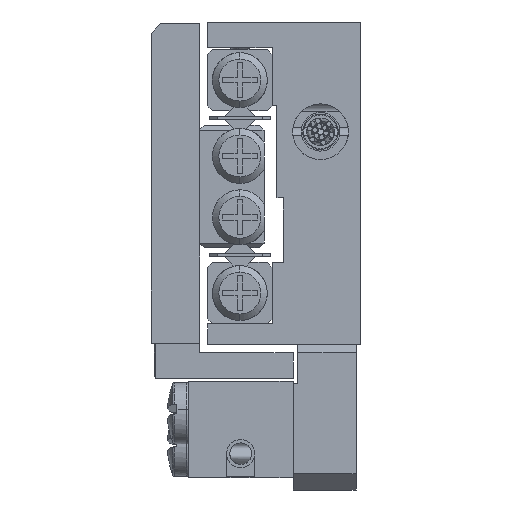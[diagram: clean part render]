
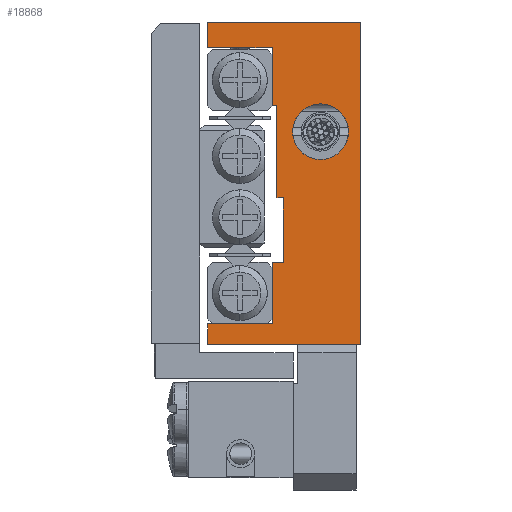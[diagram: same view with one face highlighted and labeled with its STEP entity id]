
A CAD part, left-side view. The second image highlights one B-rep face of the part: STEP entity #18868.
In plain terms, the highlighted planar face has unit normal (-1, 0, 0).
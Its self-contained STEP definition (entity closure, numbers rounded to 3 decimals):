
#506 = VERTEX_POINT ( 'NONE', #26299 ) ;
#942 = ORIENTED_EDGE ( 'NONE', *, *, #27901, .F. ) ;
#1022 = DIRECTION ( 'NONE',  ( 0., 0., -1. ) ) ;
#1629 = CARTESIAN_POINT ( 'NONE',  ( -15., 5.5, 8.4 ) ) ;
#1739 = EDGE_LOOP ( 'NONE', ( #40110, #3337 ) ) ;
#2366 = CARTESIAN_POINT ( 'NONE',  ( -15., 5.2, -0.9 ) ) ;
#2637 = ORIENTED_EDGE ( 'NONE', *, *, #58774, .T. ) ;
#3337 = ORIENTED_EDGE ( 'NONE', *, *, #22116, .F. ) ;
#3422 = CARTESIAN_POINT ( 'NONE',  ( -15., 2.5, 4.927 ) ) ;
#3947 = VERTEX_POINT ( 'NONE', #43965 ) ;
#5139 = CARTESIAN_POINT ( 'NONE',  ( -15., 5.5, -10. ) ) ;
#5987 = VECTOR ( 'NONE', #38843, 1000. ) ;
#6938 = DIRECTION ( 'NONE',  ( 0., 0., -1. ) ) ;
#7989 = PLANE ( 'NONE',  #28190 ) ;
#8193 = VERTEX_POINT ( 'NONE', #20893 ) ;
#8347 = ORIENTED_EDGE ( 'NONE', *, *, #36301, .F. ) ;
#8640 = CARTESIAN_POINT ( 'NONE',  ( -15., 0., 10. ) ) ;
#8782 = LINE ( 'NONE', #43478, #60629 ) ;
#9262 = VECTOR ( 'NONE', #30274, 1000. ) ;
#9530 = ORIENTED_EDGE ( 'NONE', *, *, #15688, .T. ) ;
#9766 = LINE ( 'NONE', #59218, #51890 ) ;
#10042 = CIRCLE ( 'NONE', #53925, 1.727 ) ;
#10273 = ORIENTED_EDGE ( 'NONE', *, *, #37924, .F. ) ;
#10519 = CARTESIAN_POINT ( 'NONE',  ( -15., 5.5, -8.7 ) ) ;
#11003 = EDGE_CURVE ( 'NONE', #49708, #45606, #53853, .T. ) ;
#11244 = LINE ( 'NONE', #45280, #9262 ) ;
#11610 = DIRECTION ( 'NONE',  ( 0., 0., -1. ) ) ;
#11919 = CARTESIAN_POINT ( 'NONE',  ( -15., 5.5, -10. ) ) ;
#12597 = ORIENTED_EDGE ( 'NONE', *, *, #38819, .T. ) ;
#13171 = VECTOR ( 'NONE', #20146, 1000. ) ;
#13341 = VECTOR ( 'NONE', #47994, 1000. ) ;
#13470 = LINE ( 'NONE', #17086, #49903 ) ;
#15503 = VECTOR ( 'NONE', #29803, 1000. ) ;
#15612 = VECTOR ( 'NONE', #48203, 1000. ) ;
#15688 = EDGE_CURVE ( 'NONE', #40331, #506, #8782, .T. ) ;
#16707 = DIRECTION ( 'NONE',  ( 0., -1., 0. ) ) ;
#17073 = DIRECTION ( 'NONE',  ( 0., 0., 1. ) ) ;
#17086 = CARTESIAN_POINT ( 'NONE',  ( -15., 9.5, 10. ) ) ;
#17343 = CARTESIAN_POINT ( 'NONE',  ( -15., 5.5, 4.8 ) ) ;
#17890 = CARTESIAN_POINT ( 'NONE',  ( -15., 9.5, 10. ) ) ;
#17936 = EDGE_CURVE ( 'NONE', #506, #19113, #63618, .T. ) ;
#18146 = CARTESIAN_POINT ( 'NONE',  ( -15., 5.2, 4.8 ) ) ;
#18325 = LINE ( 'NONE', #62878, #58176 ) ;
#18425 = CARTESIAN_POINT ( 'NONE',  ( -15., 5.5, -10. ) ) ;
#18619 = DIRECTION ( 'NONE',  ( 0., 0., -1. ) ) ;
#18665 = ORIENTED_EDGE ( 'NONE', *, *, #26449, .T. ) ;
#18837 = ORIENTED_EDGE ( 'NONE', *, *, #48643, .F. ) ;
#18868 = ADVANCED_FACE ( 'NONE', ( #31595, #56778 ), #7989, .F. ) ;
#19113 = VERTEX_POINT ( 'NONE', #34511 ) ;
#19263 = DIRECTION ( 'NONE',  ( 0., -1., 0. ) ) ;
#19647 = LINE ( 'NONE', #23598, #15503 ) ;
#20146 = DIRECTION ( 'NONE',  ( 0., 1., 0. ) ) ;
#20672 = CARTESIAN_POINT ( 'NONE',  ( -15., 4.8, -10. ) ) ;
#20893 = CARTESIAN_POINT ( 'NONE',  ( -15., 5.5, 8.4 ) ) ;
#21678 = CARTESIAN_POINT ( 'NONE',  ( -15., 4.8, -4.9 ) ) ;
#21755 = DIRECTION ( 'NONE',  ( 1., 0., 0. ) ) ;
#21930 = LINE ( 'NONE', #1629, #22653 ) ;
#22116 = EDGE_CURVE ( 'NONE', #45606, #49708, #10042, .T. ) ;
#22600 = CARTESIAN_POINT ( 'NONE',  ( -15., 4.8, -0.9 ) ) ;
#22635 = CARTESIAN_POINT ( 'NONE',  ( -15., 2.5, 3.2 ) ) ;
#22653 = VECTOR ( 'NONE', #16707, 1000. ) ;
#23598 = CARTESIAN_POINT ( 'NONE',  ( -15., 0., -10. ) ) ;
#23770 = ORIENTED_EDGE ( 'NONE', *, *, #17936, .T. ) ;
#24050 = ORIENTED_EDGE ( 'NONE', *, *, #45806, .F. ) ;
#24138 = DIRECTION ( 'NONE',  ( 0., 0., 1. ) ) ;
#24330 = EDGE_CURVE ( 'NONE', #29777, #3947, #13470, .T. ) ;
#24783 = LINE ( 'NONE', #5139, #61692 ) ;
#26299 = CARTESIAN_POINT ( 'NONE',  ( -15., 9.5, -10. ) ) ;
#26449 = EDGE_CURVE ( 'NONE', #47622, #40331, #44691, .T. ) ;
#26791 = DIRECTION ( 'NONE',  ( -1., 0., 0. ) ) ;
#27404 = LINE ( 'NONE', #41804, #13341 ) ;
#27901 = EDGE_CURVE ( 'NONE', #29777, #34233, #9766, .T. ) ;
#28190 = AXIS2_PLACEMENT_3D ( 'NONE', #11919, #21755, #11610 ) ;
#29633 = ORIENTED_EDGE ( 'NONE', *, *, #54206, .T. ) ;
#29777 = VERTEX_POINT ( 'NONE', #17890 ) ;
#29803 = DIRECTION ( 'NONE',  ( 0., 0., 1. ) ) ;
#30274 = DIRECTION ( 'NONE',  ( 0., 1., 0. ) ) ;
#30328 = CARTESIAN_POINT ( 'NONE',  ( -15., 5.5, -8.7 ) ) ;
#31061 = ORIENTED_EDGE ( 'NONE', *, *, #48624, .F. ) ;
#31237 = VERTEX_POINT ( 'NONE', #21678 ) ;
#31595 = FACE_BOUND ( 'NONE', #1739, .T. ) ;
#33215 = CARTESIAN_POINT ( 'NONE',  ( -15., 9.5, -8.7 ) ) ;
#33635 = CARTESIAN_POINT ( 'NONE',  ( -15., 5.5, -4.9 ) ) ;
#33887 = VERTEX_POINT ( 'NONE', #18146 ) ;
#34051 = DIRECTION ( 'NONE',  ( 0., 0., 1. ) ) ;
#34233 = VERTEX_POINT ( 'NONE', #8640 ) ;
#34511 = CARTESIAN_POINT ( 'NONE',  ( -15., 0., -10. ) ) ;
#36301 = EDGE_CURVE ( 'NONE', #51727, #8193, #24783, .T. ) ;
#37924 = EDGE_CURVE ( 'NONE', #33887, #51727, #11244, .T. ) ;
#38188 = CARTESIAN_POINT ( 'NONE',  ( -15., 5.5, -4.9 ) ) ;
#38512 = VECTOR ( 'NONE', #58498, 1000. ) ;
#38521 = LINE ( 'NONE', #38188, #38512 ) ;
#38819 = EDGE_CURVE ( 'NONE', #39152, #31237, #41272, .T. ) ;
#38843 = DIRECTION ( 'NONE',  ( 0., 0., 1. ) ) ;
#39152 = VERTEX_POINT ( 'NONE', #22600 ) ;
#40110 = ORIENTED_EDGE ( 'NONE', *, *, #11003, .F. ) ;
#40331 = VERTEX_POINT ( 'NONE', #33215 ) ;
#40876 = DIRECTION ( 'NONE',  ( 0., 0., 1. ) ) ;
#41272 = LINE ( 'NONE', #20672, #45310 ) ;
#41804 = CARTESIAN_POINT ( 'NONE',  ( -15., 5.5, -0.9 ) ) ;
#43478 = CARTESIAN_POINT ( 'NONE',  ( -15., 9.5, -10. ) ) ;
#43965 = CARTESIAN_POINT ( 'NONE',  ( -15., 9.5, 8.4 ) ) ;
#44691 = LINE ( 'NONE', #30328, #13171 ) ;
#45280 = CARTESIAN_POINT ( 'NONE',  ( -15., 5.5, 4.8 ) ) ;
#45310 = VECTOR ( 'NONE', #1022, 1000. ) ;
#45606 = VERTEX_POINT ( 'NONE', #54004 ) ;
#45806 = EDGE_CURVE ( 'NONE', #53506, #33887, #18325, .T. ) ;
#47482 = DIRECTION ( 'NONE',  ( -1., 0., 0. ) ) ;
#47622 = VERTEX_POINT ( 'NONE', #10519 ) ;
#47660 = CARTESIAN_POINT ( 'NONE',  ( -15., 5.5, -10. ) ) ;
#47994 = DIRECTION ( 'NONE',  ( 0., -1., 0. ) ) ;
#48203 = DIRECTION ( 'NONE',  ( 0., -1., 0. ) ) ;
#48624 = EDGE_CURVE ( 'NONE', #47622, #63601, #63080, .T. ) ;
#48643 = EDGE_CURVE ( 'NONE', #63601, #31237, #38521, .T. ) ;
#49708 = VERTEX_POINT ( 'NONE', #3422 ) ;
#49903 = VECTOR ( 'NONE', #6938, 1000. ) ;
#51333 = CARTESIAN_POINT ( 'NONE',  ( -15., 2.5, 3.2 ) ) ;
#51727 = VERTEX_POINT ( 'NONE', #17343 ) ;
#51890 = VECTOR ( 'NONE', #19263, 1000. ) ;
#52717 = ORIENTED_EDGE ( 'NONE', *, *, #24330, .T. ) ;
#53506 = VERTEX_POINT ( 'NONE', #2366 ) ;
#53853 = CIRCLE ( 'NONE', #64292, 1.727 ) ;
#53925 = AXIS2_PLACEMENT_3D ( 'NONE', #22635, #47482, #17073 ) ;
#54004 = CARTESIAN_POINT ( 'NONE',  ( -15., 2.5, 1.473 ) ) ;
#54206 = EDGE_CURVE ( 'NONE', #3947, #8193, #21930, .T. ) ;
#56778 = FACE_OUTER_BOUND ( 'NONE', #59496, .T. ) ;
#58176 = VECTOR ( 'NONE', #34051, 1000. ) ;
#58498 = DIRECTION ( 'NONE',  ( 0., -1., 0. ) ) ;
#58774 = EDGE_CURVE ( 'NONE', #19113, #34233, #19647, .T. ) ;
#59218 = CARTESIAN_POINT ( 'NONE',  ( -15., 5.5, 10. ) ) ;
#59496 = EDGE_LOOP ( 'NONE', ( #12597, #18837, #31061, #18665, #9530, #23770, #2637, #942, #52717, #29633, #8347, #10273, #24050, #60554 ) ) ;
#60347 = EDGE_CURVE ( 'NONE', #53506, #39152, #27404, .T. ) ;
#60554 = ORIENTED_EDGE ( 'NONE', *, *, #60347, .T. ) ;
#60629 = VECTOR ( 'NONE', #18619, 1000. ) ;
#61692 = VECTOR ( 'NONE', #24138, 1000. ) ;
#62878 = CARTESIAN_POINT ( 'NONE',  ( -15., 5.2, 4.8 ) ) ;
#63080 = LINE ( 'NONE', #47660, #5987 ) ;
#63601 = VERTEX_POINT ( 'NONE', #33635 ) ;
#63618 = LINE ( 'NONE', #18425, #15612 ) ;
#64292 = AXIS2_PLACEMENT_3D ( 'NONE', #51333, #26791, #40876 ) ;
